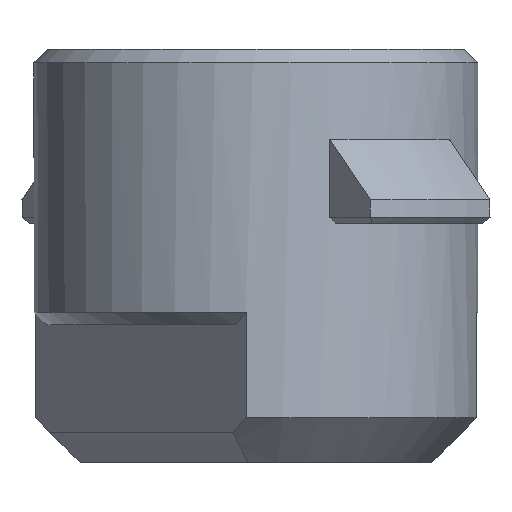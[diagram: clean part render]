
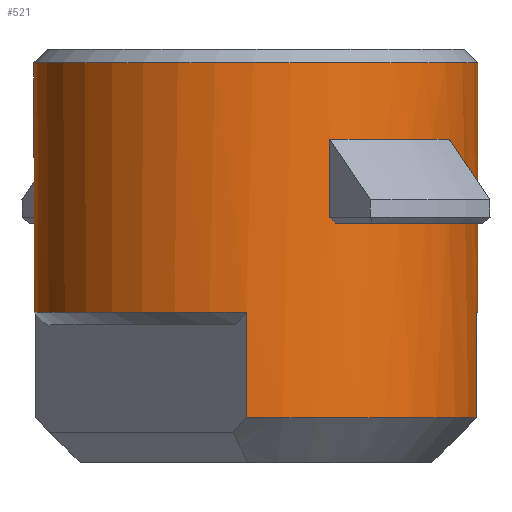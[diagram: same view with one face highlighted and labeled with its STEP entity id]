
A CAD part, front view. The second image highlights one B-rep face of the part: STEP entity #521.
In plain terms, the highlighted cylindrical face has radius 7.4 mm (diameter 14.8 mm), a full revolution.
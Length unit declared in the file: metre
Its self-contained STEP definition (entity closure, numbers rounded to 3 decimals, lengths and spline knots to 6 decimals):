
#16=ELLIPSE('',#592,0.010465,0.0074);
#17=ELLIPSE('',#593,0.010465,0.0074);
#18=ELLIPSE('',#595,0.010465,0.0074);
#19=ELLIPSE('',#596,0.010465,0.0074);
#41=CYLINDRICAL_SURFACE('',#589,0.0074);
#43=CIRCLE('',#552,0.0074);
#47=CIRCLE('',#558,0.0074);
#52=CIRCLE('',#565,0.0074);
#54=CIRCLE('',#569,0.0074);
#55=CIRCLE('',#575,0.0074);
#58=CIRCLE('',#581,0.0074);
#61=CIRCLE('',#590,0.0074);
#62=CIRCLE('',#591,0.0074);
#63=CIRCLE('',#594,0.0074);
#162=ORIENTED_EDGE('',*,*,#283,.T.);
#163=ORIENTED_EDGE('',*,*,#284,.T.);
#164=ORIENTED_EDGE('',*,*,#225,.T.);
#165=ORIENTED_EDGE('',*,*,#285,.T.);
#166=ORIENTED_EDGE('',*,*,#239,.F.);
#167=ORIENTED_EDGE('',*,*,#286,.T.);
#168=ORIENTED_EDGE('',*,*,#227,.T.);
#169=ORIENTED_EDGE('',*,*,#287,.T.);
#170=ORIENTED_EDGE('',*,*,#233,.T.);
#171=ORIENTED_EDGE('',*,*,#288,.T.);
#172=ORIENTED_EDGE('',*,*,#245,.F.);
#173=ORIENTED_EDGE('',*,*,#289,.T.);
#174=ORIENTED_EDGE('',*,*,#235,.T.);
#175=ORIENTED_EDGE('',*,*,#265,.T.);
#176=ORIENTED_EDGE('',*,*,#278,.T.);
#177=ORIENTED_EDGE('',*,*,#259,.F.);
#178=ORIENTED_EDGE('',*,*,#277,.T.);
#179=ORIENTED_EDGE('',*,*,#273,.T.);
#180=ORIENTED_EDGE('',*,*,#282,.F.);
#181=ORIENTED_EDGE('',*,*,#254,.F.);
#182=ORIENTED_EDGE('',*,*,#281,.F.);
#225=EDGE_CURVE('',#300,#299,#349,.T.);
#227=EDGE_CURVE('',#301,#302,#350,.T.);
#233=EDGE_CURVE('',#308,#307,#355,.T.);
#235=EDGE_CURVE('',#309,#310,#356,.T.);
#239=EDGE_CURVE('',#313,#314,#43,.T.);
#245=EDGE_CURVE('',#317,#318,#47,.T.);
#254=EDGE_CURVE('',#324,#322,#52,.T.);
#259=EDGE_CURVE('',#328,#326,#54,.T.);
#265=EDGE_CURVE('',#333,#334,#55,.T.);
#273=EDGE_CURVE('',#340,#339,#58,.T.);
#277=EDGE_CURVE('',#328,#340,#369,.T.);
#278=EDGE_CURVE('',#334,#326,#370,.T.);
#281=EDGE_CURVE('',#333,#324,#371,.T.);
#282=EDGE_CURVE('',#322,#339,#372,.T.);
#283=EDGE_CURVE('',#343,#343,#61,.T.);
#284=EDGE_CURVE('',#302,#300,#62,.T.);
#285=EDGE_CURVE('',#299,#314,#16,.T.);
#286=EDGE_CURVE('',#313,#301,#17,.T.);
#287=EDGE_CURVE('',#310,#308,#63,.T.);
#288=EDGE_CURVE('',#307,#318,#18,.T.);
#289=EDGE_CURVE('',#317,#309,#19,.T.);
#299=VERTEX_POINT('',#776);
#300=VERTEX_POINT('',#778);
#301=VERTEX_POINT('',#785);
#302=VERTEX_POINT('',#786);
#307=VERTEX_POINT('',#800);
#308=VERTEX_POINT('',#802);
#309=VERTEX_POINT('',#809);
#310=VERTEX_POINT('',#810);
#313=VERTEX_POINT('',#821);
#314=VERTEX_POINT('',#822);
#317=VERTEX_POINT('',#833);
#318=VERTEX_POINT('',#834);
#322=VERTEX_POINT('',#848);
#324=VERTEX_POINT('',#854);
#326=VERTEX_POINT('',#863);
#328=VERTEX_POINT('',#869);
#333=VERTEX_POINT('',#884);
#334=VERTEX_POINT('',#885);
#339=VERTEX_POINT('',#904);
#340=VERTEX_POINT('',#906);
#343=VERTEX_POINT('',#927);
#349=LINE('',#777,#375);
#350=LINE('',#784,#376);
#355=LINE('',#801,#381);
#356=LINE('',#808,#382);
#369=LINE('',#914,#395);
#370=LINE('',#915,#396);
#371=LINE('',#923,#397);
#372=LINE('',#924,#398);
#375=VECTOR('',#618,1.);
#376=VECTOR('',#621,1.);
#381=VECTOR('',#628,1.);
#382=VECTOR('',#631,1.);
#395=VECTOR('',#710,1.);
#396=VECTOR('',#711,1.);
#397=VECTOR('',#722,1.);
#398=VECTOR('',#723,1.);
#421=EDGE_LOOP('',(#162));
#422=EDGE_LOOP('',(#163,#164,#165,#166,#167,#168));
#423=EDGE_LOOP('',(#169,#170,#171,#172,#173,#174));
#424=EDGE_LOOP('',(#175,#176,#177,#178,#179,#180,#181,#182));
#463=FACE_BOUND('',#421,.T.);
#464=FACE_BOUND('',#422,.T.);
#465=FACE_BOUND('',#423,.T.);
#466=FACE_BOUND('',#424,.T.);
#521=ADVANCED_FACE('',(#463,#464,#465,#466),#41,.T.);
#552=AXIS2_PLACEMENT_3D('',#820,#636,#637);
#558=AXIS2_PLACEMENT_3D('',#832,#650,#651);
#565=AXIS2_PLACEMENT_3D('',#855,#666,#667);
#569=AXIS2_PLACEMENT_3D('',#870,#675,#676);
#575=AXIS2_PLACEMENT_3D('',#883,#690,#691);
#581=AXIS2_PLACEMENT_3D('',#905,#702,#703);
#589=AXIS2_PLACEMENT_3D('',#925,#724,#725);
#590=AXIS2_PLACEMENT_3D('',#926,#726,#727);
#591=AXIS2_PLACEMENT_3D('',#928,#728,#729);
#592=AXIS2_PLACEMENT_3D('',#929,#730,#731);
#593=AXIS2_PLACEMENT_3D('',#930,#732,#733);
#594=AXIS2_PLACEMENT_3D('',#931,#734,#735);
#595=AXIS2_PLACEMENT_3D('',#932,#736,#737);
#596=AXIS2_PLACEMENT_3D('',#933,#738,#739);
#618=DIRECTION('',(0.,0.,-1.));
#621=DIRECTION('',(0.,0.,1.));
#628=DIRECTION('',(0.,0.,-1.));
#631=DIRECTION('',(0.,0.,1.));
#636=DIRECTION('',(0.,0.,1.));
#637=DIRECTION('',(-1.,0.,0.));
#650=DIRECTION('',(0.,0.,1.));
#651=DIRECTION('',(-0.643,0.766,0.));
#666=DIRECTION('',(0.,0.,-1.));
#667=DIRECTION('',(-0.643,0.766,0.));
#675=DIRECTION('',(0.,0.,-1.));
#676=DIRECTION('',(-0.643,0.766,0.));
#690=DIRECTION('',(0.,0.,1.));
#691=DIRECTION('',(1.,0.,0.));
#702=DIRECTION('',(0.,0.,1.));
#703=DIRECTION('',(-0.643,0.766,0.));
#710=DIRECTION('',(0.,0.,-1.));
#711=DIRECTION('',(0.,0.,1.));
#722=DIRECTION('',(0.,0.,1.));
#723=DIRECTION('',(0.,0.,-1.));
#724=DIRECTION('',(0.,0.,-1.));
#725=DIRECTION('',(-0.643,0.766,0.));
#726=DIRECTION('',(0.,0.,-1.));
#727=DIRECTION('',(-1.,0.,0.));
#728=DIRECTION('',(0.,0.,1.));
#729=DIRECTION('',(1.,0.,0.));
#730=DIRECTION('',(-0.542,-0.455,-0.707));
#731=DIRECTION('',(0.542,0.455,-0.707));
#732=DIRECTION('',(0.542,0.455,-0.707));
#733=DIRECTION('',(-0.542,-0.455,-0.707));
#734=DIRECTION('',(0.,0.,1.));
#735=DIRECTION('',(1.,0.,0.));
#736=DIRECTION('',(0.542,0.455,-0.707));
#737=DIRECTION('',(-0.542,-0.455,-0.707));
#738=DIRECTION('',(-0.542,-0.455,-0.707));
#739=DIRECTION('',(0.542,0.455,-0.707));
#776=CARTESIAN_POINT('',(-0.001932,-0.003781,-0.05679));
#777=CARTESIAN_POINT('',(-0.001932,-0.003781,-0.057956));
#778=CARTESIAN_POINT('',(-0.001932,-0.003781,-0.05419));
#784=CARTESIAN_POINT('',(0.002051,-0.000438,-0.057956));
#785=CARTESIAN_POINT('',(0.002051,-0.000438,-0.05679));
#786=CARTESIAN_POINT('',(0.002051,-0.000438,-0.05419));
#800=CARTESIAN_POINT('',(0.010958,-0.011053,-0.05679));
#801=CARTESIAN_POINT('',(0.010958,-0.011053,-0.057956));
#802=CARTESIAN_POINT('',(0.010958,-0.011053,-0.05419));
#808=CARTESIAN_POINT('',(0.006974,-0.014396,-0.057956));
#809=CARTESIAN_POINT('',(0.006974,-0.014396,-0.05679));
#810=CARTESIAN_POINT('',(0.006974,-0.014396,-0.05419));
#820=CARTESIAN_POINT('',(0.004513,-0.007417,-0.05699));
#821=CARTESIAN_POINT('',(0.001852,-0.000512,-0.05699));
#822=CARTESIAN_POINT('',(-0.001825,-0.003597,-0.05699));
#832=CARTESIAN_POINT('',(0.004513,-0.007417,-0.05699));
#833=CARTESIAN_POINT('',(0.007174,-0.014322,-0.05699));
#834=CARTESIAN_POINT('',(0.010851,-0.011237,-0.05699));
#848=CARTESIAN_POINT('',(-0.002824,-0.006452,-0.059956));
#854=CARTESIAN_POINT('',(0.004189,-0.01481,-0.059956));
#855=CARTESIAN_POINT('',(0.004513,-0.007417,-0.059956));
#863=CARTESIAN_POINT('',(0.011849,-0.008382,-0.059956));
#869=CARTESIAN_POINT('',(0.004836,-0.000024,-0.059956));
#870=CARTESIAN_POINT('',(0.004513,-0.007417,-0.059956));
#883=CARTESIAN_POINT('',(0.004513,-0.007417,-0.063456));
#884=CARTESIAN_POINT('',(0.004189,-0.01481,-0.063456));
#885=CARTESIAN_POINT('',(0.011849,-0.008382,-0.063456));
#904=CARTESIAN_POINT('',(-0.002824,-0.006452,-0.063456));
#905=CARTESIAN_POINT('',(0.004513,-0.007417,-0.063456));
#906=CARTESIAN_POINT('',(0.004836,-0.000024,-0.063456));
#914=CARTESIAN_POINT('',(0.004836,-0.000024,-0.057956));
#915=CARTESIAN_POINT('',(0.011849,-0.008382,-0.057956));
#923=CARTESIAN_POINT('',(0.004189,-0.01481,-0.057956));
#924=CARTESIAN_POINT('',(-0.002824,-0.006452,-0.057956));
#925=CARTESIAN_POINT('',(0.004513,-0.007417,-0.057956));
#926=CARTESIAN_POINT('',(0.004513,-0.007417,-0.05164));
#927=CARTESIAN_POINT('',(-0.002887,-0.007417,-0.05164));
#928=CARTESIAN_POINT('',(0.004513,-0.007417,-0.05419));
#929=CARTESIAN_POINT('',(0.004513,-0.007417,-0.05939));
#930=CARTESIAN_POINT('',(0.004513,-0.007417,-0.05939));
#931=CARTESIAN_POINT('',(0.004513,-0.007417,-0.05419));
#932=CARTESIAN_POINT('',(0.004513,-0.007417,-0.05939));
#933=CARTESIAN_POINT('',(0.004513,-0.007417,-0.05939));
